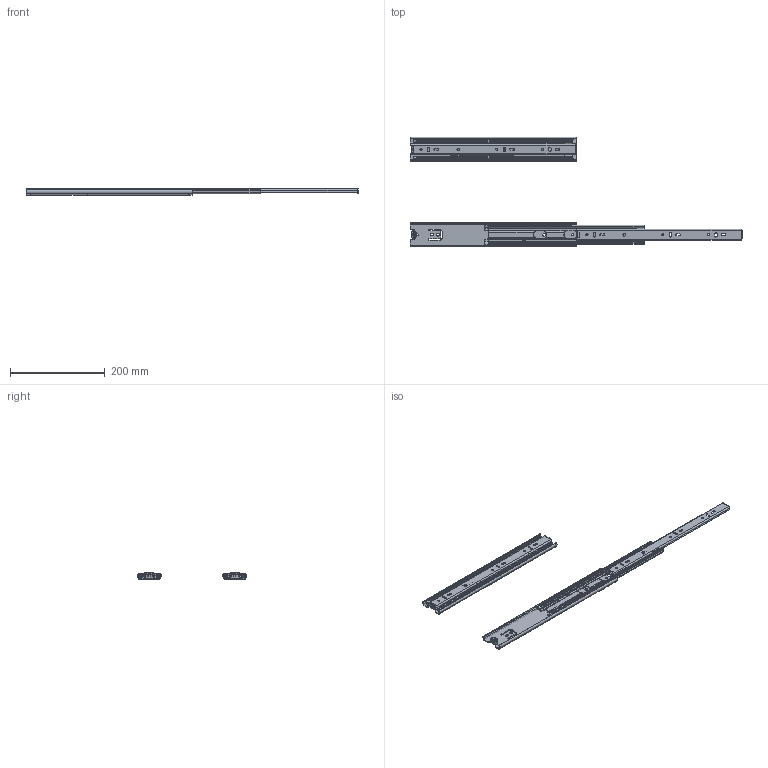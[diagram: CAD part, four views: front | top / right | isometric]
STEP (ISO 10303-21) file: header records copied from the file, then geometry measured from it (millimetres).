
FILE_DESCRIPTION(/* description */ (''),/* implementation_level */ '2;1');
FILE_NAME(/* name */ 'DZ3932-0035.stp',/* time_stamp */ '2021-12-03T12:26:41+00:00',/* author */ ('kchown'),/* organization */ (''),/* preprocessor_version */ 'ST-DEVELOPER v18',/* originating_system */ 'Autodesk Inventor 2020',/* authorisation */ '');
FILE_SCHEMA (('AUTOMOTIVE_DESIGN { 1 0 10303 214 3 1 1 }'));
Products named in the file (35): Accuride_3932-14; Accuride_3932-14_1; Accuride_3932-14_1_1; Accuride_3932-14_2; Accuride_3932-14_3; Accuride_3932-14_4; Accuride_3932-14_5; Accuride_3932-14_6; Accuride_3932-14_7; Accuride_3932-14_8; Accuride_3932-14_9; Accuride_3932-14_10; Accuride_3932-14_11; Accuride_3932-14_12; Accuride_3932-14_13; Accuride_3932-14_14; Accuride_3932-14_15; Accuride_3932-14_16; Accuride_3932-14_17; Accuride_3932-14_18; Accuride_3932-14_19; Accuride_3932-14_20; Accuride_3932-14_21; Accuride_3932-14_22; Accuride_3932-14_23; Accuride_3932-14_24; Accuride_3932-14_25; Accuride_3932-14_26; Accuride_3932-14_27; Accuride_3932-14_28; Accuride_3932-14_29; Accuride_3932-14_30; Accuride_3932-14_31; Accuride_3932-14_32; Accuride_3932-14_33
Assembly tree (34 placements, depth 2):
  Accuride_3932-14
    Accuride_3932-14_1
    Accuride_3932-14_1_1
    Accuride_3932-14_2
    Accuride_3932-14_3
    Accuride_3932-14_4
    Accuride_3932-14_5
    Accuride_3932-14_6
    Accuride_3932-14_7
    Accuride_3932-14_8
    Accuride_3932-14_9
    Accuride_3932-14_10
    Accuride_3932-14_11
    Accuride_3932-14_12
    Accuride_3932-14_13
    Accuride_3932-14_14
    Accuride_3932-14_15
    Accuride_3932-14_16
    Accuride_3932-14_17
    Accuride_3932-14_18
    Accuride_3932-14_19
    Accuride_3932-14_20
    Accuride_3932-14_21
    Accuride_3932-14_22
    Accuride_3932-14_23
    Accuride_3932-14_24
    Accuride_3932-14_25
    Accuride_3932-14_26
    Accuride_3932-14_27
    Accuride_3932-14_28
    Accuride_3932-14_29
    Accuride_3932-14_30
    Accuride_3932-14_31
    Accuride_3932-14_32
    Accuride_3932-14_33
Bounding box: 699.97 x 231.26 x 12.76 mm (x, y, z)
Volume: 211887.4 mm3; surface area: 284753 mm2
Topology: 34 solids, 34 shells, 1432 faces, 4654 edges, 3100 vertices
Faces by surface type: cylinder 690, plane 658, bspline 80, sphere 4
Full cylindrical faces by diameter (mm): 4.2 x4, 4.4 x6, 4.5 x4, 5.6 x48, 5.7 x4, 6.2 x8, 8.5 x2
Entity records: 81685 total; most frequent: CARTESIAN_POINT 38685, ORIENTED_EDGE 9308, DIRECTION 8316, EDGE_CURVE 4654, VERTEX_POINT 3100, AXIS2_PLACEMENT_3D 2843, LINE 2630, VECTOR 2630
